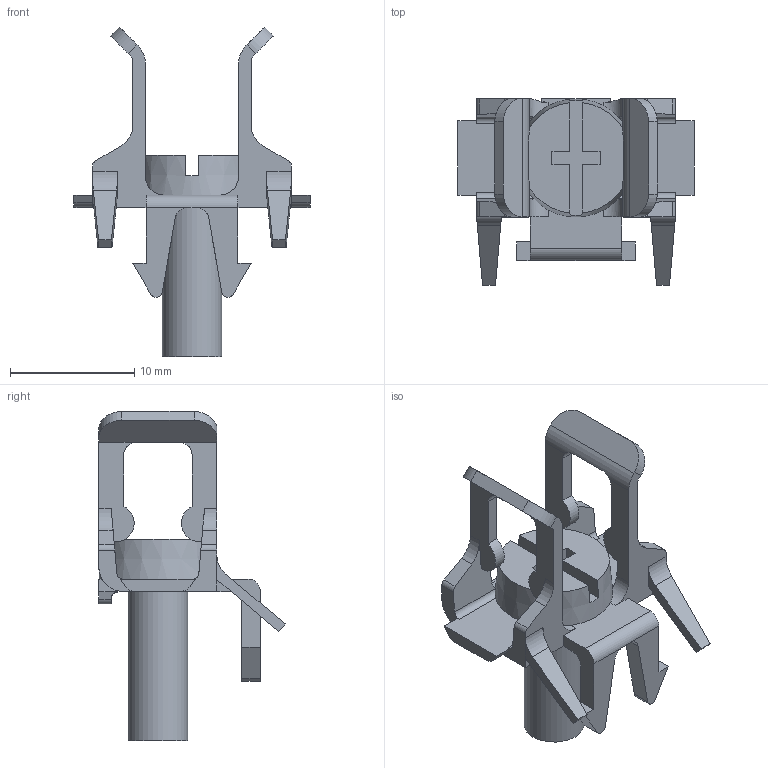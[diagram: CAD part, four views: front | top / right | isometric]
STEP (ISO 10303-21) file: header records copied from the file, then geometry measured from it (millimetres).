
FILE_DESCRIPTION( ( 'STEP AP214' ), '1' );
FILE_NAME( 'ubs4_8.stp', '2021-04-06T12:37:10', ( 'License CC BY-ND 4.0' ), ( 'CADENAS' ), ' ', 'PARTsolutions', ' ' );
FILE_SCHEMA( ( 'AUTOMOTIVE_DESIGN { 1 0 10303 214 1 1 1 1 }' ) );
Length unit declared in the file: millimetre
Products named in the file (1): _002288
Bounding box: 19 x 15 x 26.5 mm (x, y, z)
Volume: 864.5 mm3; surface area: 1411.2 mm2
Topology: 1 solids, 2 shells, 144 faces, 419 edges, 275 vertices
Faces by surface type: plane 91, cylinder 51, cone 2
Full cylindrical faces by diameter (mm): 4.8 x2
Entity records: 5992 total; most frequent: CARTESIAN_POINT 971, ORIENTED_EDGE 828, DIRECTION 792, EDGE_CURVE 414, LINE 282, VECTOR 282, VERTEX_POINT 274, AXIS2_PLACEMENT_3D 255
